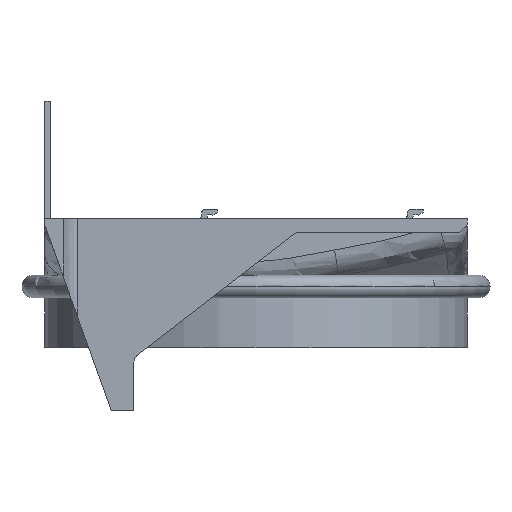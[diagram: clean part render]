
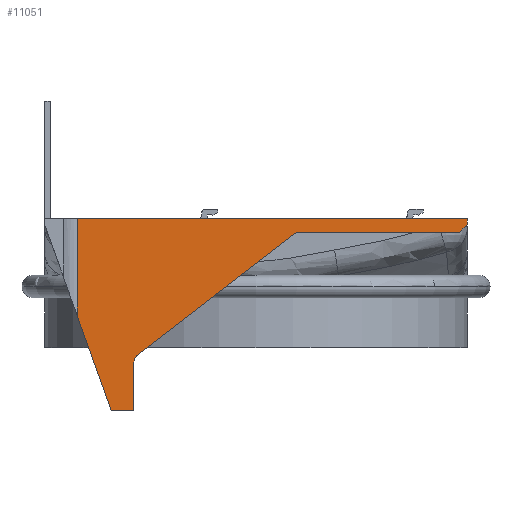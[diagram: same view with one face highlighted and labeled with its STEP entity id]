
A CAD part, front view. The second image highlights one B-rep face of the part: STEP entity #11051.
In plain terms, the highlighted planar face has unit normal (0, -1, 0).
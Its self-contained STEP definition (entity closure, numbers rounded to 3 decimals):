
#1334=DIRECTION('',(-1.,0.,0.));
#1335=VECTOR('',#1334,172.5);
#1336=CARTESIAN_POINT('',(93.5,-112.5,57.));
#1337=LINE('',#1336,#1335);
#1338=DIRECTION('',(0.,0.,1.));
#1339=VECTOR('',#1338,2.5);
#1340=CARTESIAN_POINT('',(93.5,-112.5,54.5));
#1341=LINE('',#1340,#1339);
#1342=DIRECTION('',(0.707,0.,0.707));
#1343=VECTOR('',#1342,4.95);
#1344=CARTESIAN_POINT('',(90.,-112.5,51.));
#1345=LINE('',#1344,#1343);
#1346=DIRECTION('',(1.,0.,0.));
#1347=VECTOR('',#1346,70.947);
#1348=CARTESIAN_POINT('',(19.053,-112.5,51.));
#1349=LINE('',#1348,#1347);
#1350=CARTESIAN_POINT('',(17.218,-112.5,50.373));
#1351=CARTESIAN_POINT('',(17.395,-112.5,50.51));
#1352=CARTESIAN_POINT('',(17.757,-112.5,50.732));
#1353=CARTESIAN_POINT('',(18.395,-112.5,50.952));
#1354=CARTESIAN_POINT('',(18.829,-112.5,51.));
#1355=CARTESIAN_POINT('',(19.053,-112.5,51.));
#1357=DIRECTION('',(0.792,0.,0.611));
#1358=VECTOR('',#1357,87.953);
#1359=CARTESIAN_POINT('',(-52.442,-112.5,-3.323));
#1360=LINE('',#1359,#1358);
#1361=CARTESIAN_POINT('',(-50.,-112.5,-6.491));
#1362=DIRECTION('',(0.,1.,0.));
#1363=DIRECTION('',(-1.,0.,0.));
#1364=AXIS2_PLACEMENT_3D('',#1361,#1362,#1363);
#1366=DIRECTION('',(0.,0.,1.));
#1367=VECTOR('',#1366,21.509);
#1368=CARTESIAN_POINT('',(-54.,-112.5,-28.));
#1369=LINE('',#1368,#1367);
#1370=DIRECTION('',(0.337,0.,-0.942));
#1371=VECTOR('',#1370,44.55);
#1372=CARTESIAN_POINT('',(-79.,-112.5,13.949));
#1373=LINE('',#1372,#1371);
#1383=DIRECTION('',(0.,0.,1.));
#1384=VECTOR('',#1383,43.051);
#1385=CARTESIAN_POINT('',(-79.,-112.5,13.949));
#1386=LINE('',#1385,#1384);
#1417=DIRECTION('',(-1.,0.,0.));
#1418=VECTOR('',#1417,10.);
#1419=CARTESIAN_POINT('',(-54.,-112.5,-28.));
#1420=LINE('',#1419,#1418);
#8271=CARTESIAN_POINT('',(93.5,-112.5,57.));
#8272=VERTEX_POINT('',#8271);
#8273=CARTESIAN_POINT('',(93.5,-112.5,54.5));
#8274=VERTEX_POINT('',#8273);
#8736=CARTESIAN_POINT('',(-79.,-112.5,57.));
#8737=VERTEX_POINT('',#8736);
#8904=CARTESIAN_POINT('',(-79.,-112.5,13.949));
#8905=VERTEX_POINT('',#8904);
#8906=CARTESIAN_POINT('',(-64.,-112.5,-28.));
#8907=VERTEX_POINT('',#8906);
#8908=CARTESIAN_POINT('',(-54.,-112.5,-28.));
#8909=VERTEX_POINT('',#8908);
#8910=CARTESIAN_POINT('',(-54.,-112.5,-6.491));
#8911=VERTEX_POINT('',#8910);
#8912=CARTESIAN_POINT('',(-52.442,-112.5,-3.323));
#8913=VERTEX_POINT('',#8912);
#8914=CARTESIAN_POINT('',(17.218,-112.5,50.373));
#8915=VERTEX_POINT('',#8914);
#8916=VERTEX_POINT('',#1355);
#8917=CARTESIAN_POINT('',(90.,-112.5,51.));
#8918=VERTEX_POINT('',#8917);
#11027=CARTESIAN_POINT('',(-93.5,-112.5,57.));
#11028=DIRECTION('',(0.,-1.,0.));
#11029=DIRECTION('',(0.,0.,-1.));
#11030=AXIS2_PLACEMENT_3D('',#11027,#11028,#11029);
#11031=PLANE('',#11030);
#11033=ORIENTED_EDGE('',*,*,#11032,.T.);
#11034=ORIENTED_EDGE('',*,*,#10866,.F.);
#11035=ORIENTED_EDGE('',*,*,#10511,.F.);
#11037=ORIENTED_EDGE('',*,*,#11036,.F.);
#11039=ORIENTED_EDGE('',*,*,#11038,.F.);
#11041=ORIENTED_EDGE('',*,*,#11040,.F.);
#11042=ORIENTED_EDGE('',*,*,#10772,.F.);
#11043=ORIENTED_EDGE('',*,*,#10755,.F.);
#11044=ORIENTED_EDGE('',*,*,#10740,.F.);
#11046=ORIENTED_EDGE('',*,*,#11045,.T.);
#11048=ORIENTED_EDGE('',*,*,#11047,.F.);
#11049=EDGE_LOOP('',(#11033,#11034,#11035,#11037,#11039,#11041,#11042,#11043,
#11044,#11046,#11048));
#11050=FACE_OUTER_BOUND('',#11049,.F.);
#11051=ADVANCED_FACE('',(#11050),#11031,.T.);
#1356=B_SPLINE_CURVE_WITH_KNOTS('',3,(#1350,#1351,#1352,#1353,#1354,#1355),
.UNSPECIFIED.,.F.,.F.,(4,1,1,4),(0.,0.333,0.667,1.),
.UNSPECIFIED.);
#1365=CIRCLE('',#1364,4.);
#10511=EDGE_CURVE('',#8274,#8272,#1341,.T.);
#10740=EDGE_CURVE('',#8909,#8911,#1369,.T.);
#10755=EDGE_CURVE('',#8911,#8913,#1365,.T.);
#10772=EDGE_CURVE('',#8913,#8915,#1360,.T.);
#10866=EDGE_CURVE('',#8272,#8737,#1337,.T.);
#11032=EDGE_CURVE('',#8905,#8737,#1386,.T.);
#11036=EDGE_CURVE('',#8918,#8274,#1345,.T.);
#11038=EDGE_CURVE('',#8916,#8918,#1349,.T.);
#11040=EDGE_CURVE('',#8915,#8916,#1356,.T.);
#11045=EDGE_CURVE('',#8909,#8907,#1420,.T.);
#11047=EDGE_CURVE('',#8905,#8907,#1373,.T.);
